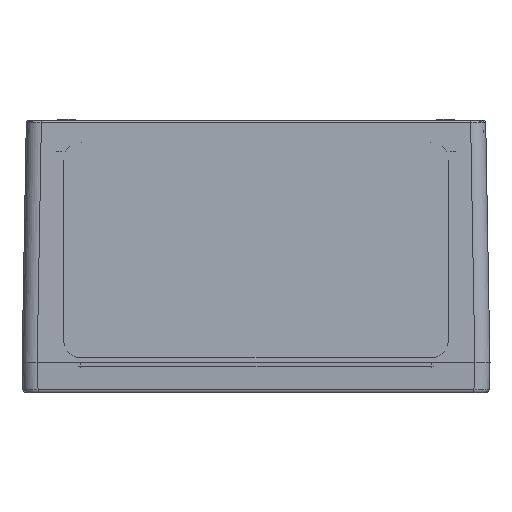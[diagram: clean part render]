
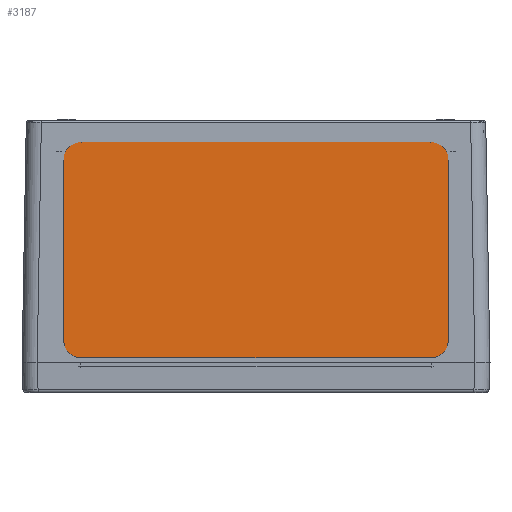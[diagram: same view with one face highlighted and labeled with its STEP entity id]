
A CAD part, left-side view. The second image highlights one B-rep face of the part: STEP entity #3187.
In plain terms, the highlighted planar face has unit normal (-1, 0, 0.018).
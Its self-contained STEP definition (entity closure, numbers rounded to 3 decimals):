
#2921=CARTESIAN_POINT('',(-297.61,127.5,136.98));
#2922=VERTEX_POINT('',#2921);
#2923=CARTESIAN_POINT('',(-299.687,127.5,17.998));
#2924=VERTEX_POINT('',#2923);
#2925=CARTESIAN_POINT('',(-297.61,127.5,136.98));
#2926=DIRECTION('',(-0.017,0.,-1.));
#2927=VECTOR('',#2926,119.);
#2928=LINE('',#2925,#2927);
#2929=EDGE_CURVE('',#2922,#2924,#2928,.T.);
#2961=CARTESIAN_POINT('',(-299.896,115.5,6.));
#2962=VERTEX_POINT('',#2961);
#2963=CARTESIAN_POINT('',(-299.687,115.5,17.998));
#2964=DIRECTION('',(-1.,0.0,0.017));
#2965=DIRECTION('',(-0.017,0.0,-1.));
#2966=AXIS2_PLACEMENT_3D('',#2963,#2964,#2965);
#2967=CIRCLE('',#2966,12.);
#2968=EDGE_CURVE('',#2924,#2962,#2967,.T.);
#2994=CARTESIAN_POINT('',(-297.401,115.5,148.978));
#2995=VERTEX_POINT('',#2994);
#2996=CARTESIAN_POINT('',(-297.61,115.5,136.98));
#2997=DIRECTION('',(-1.,0.0,0.017));
#2998=DIRECTION('',(0.0,1.0,0.0));
#2999=AXIS2_PLACEMENT_3D('',#2996,#2997,#2998);
#3000=CIRCLE('',#2999,12.);
#3001=EDGE_CURVE('',#2995,#2922,#3000,.T.);
#3027=CARTESIAN_POINT('',(-297.61,-127.5,136.98));
#3028=VERTEX_POINT('',#3027);
#3029=CARTESIAN_POINT('',(-297.401,-115.5,148.978));
#3030=VERTEX_POINT('',#3029);
#3031=CARTESIAN_POINT('',(-297.61,-115.5,136.98));
#3032=DIRECTION('',(-1.,0.,0.017));
#3033=DIRECTION('',(0.017,0.,1.));
#3034=AXIS2_PLACEMENT_3D('',#3031,#3032,#3033);
#3035=CIRCLE('',#3034,12.);
#3036=EDGE_CURVE('',#3028,#3030,#3035,.T.);
#3069=CARTESIAN_POINT('',(-297.401,-115.5,148.978));
#3070=DIRECTION('',(0.0,1.0,0.0));
#3071=VECTOR('',#3070,231.);
#3072=LINE('',#3069,#3071);
#3073=EDGE_CURVE('',#3030,#2995,#3072,.T.);
#3091=CARTESIAN_POINT('',(-299.896,-115.5,6.));
#3092=VERTEX_POINT('',#3091);
#3093=CARTESIAN_POINT('',(-299.896,115.5,6.));
#3094=DIRECTION('',(0.0,-1.0,0.0));
#3095=VECTOR('',#3094,231.);
#3096=LINE('',#3093,#3095);
#3097=EDGE_CURVE('',#2962,#3092,#3096,.T.);
#3122=CARTESIAN_POINT('',(-299.687,-127.5,17.998));
#3123=VERTEX_POINT('',#3122);
#3124=CARTESIAN_POINT('',(-299.687,-115.5,17.998));
#3125=DIRECTION('',(-1.,0.0,0.017));
#3126=DIRECTION('',(0.0,-1.0,0.0));
#3127=AXIS2_PLACEMENT_3D('',#3124,#3125,#3126);
#3128=CIRCLE('',#3127,12.);
#3129=EDGE_CURVE('',#3092,#3123,#3128,.T.);
#3155=CARTESIAN_POINT('',(-299.687,-127.5,17.998));
#3156=DIRECTION('',(0.017,0.,1.));
#3157=VECTOR('',#3156,119.);
#3158=LINE('',#3155,#3157);
#3159=EDGE_CURVE('',#3123,#3028,#3158,.T.);
#3172=CARTESIAN_POINT('',(-298.648,-62.463,77.489));
#3173=DIRECTION('',(1.,0.,-0.017));
#3174=DIRECTION('',(-0.017,0.,-1.));
#3175=AXIS2_PLACEMENT_3D('',#3172,#3173,#3174);
#3176=PLANE('',#3175);
#3177=ORIENTED_EDGE('',*,*,#3036,.T.);
#3178=ORIENTED_EDGE('',*,*,#3073,.T.);
#3179=ORIENTED_EDGE('',*,*,#3001,.T.);
#3180=ORIENTED_EDGE('',*,*,#2929,.T.);
#3181=ORIENTED_EDGE('',*,*,#2968,.T.);
#3182=ORIENTED_EDGE('',*,*,#3097,.T.);
#3183=ORIENTED_EDGE('',*,*,#3129,.T.);
#3184=ORIENTED_EDGE('',*,*,#3159,.T.);
#3185=EDGE_LOOP('',(#3177,#3178,#3179,#3180,#3181,#3182,#3183,#3184));
#3186=FACE_OUTER_BOUND('',#3185,.T.);
#3187=ADVANCED_FACE('',(#3186),#3176,.F.);
